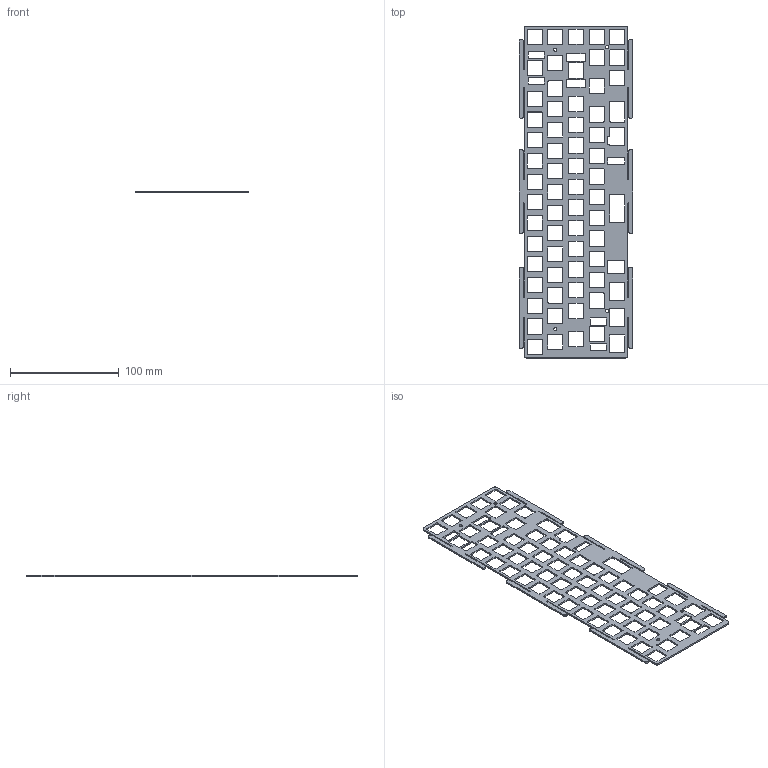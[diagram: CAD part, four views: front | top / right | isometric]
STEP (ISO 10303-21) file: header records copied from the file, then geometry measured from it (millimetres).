
FILE_DESCRIPTION(/* description */ (''),/* implementation_level */ '2;1');
FILE_NAME(/* name */ '65%keyboardplate v1 .step',/* time_stamp */ '2022-08-30T13:24:12+07:00',/* author */ (''),/* organization */ (''),/* preprocessor_version */ 'ST-DEVELOPER v19',/* originating_system */ 'Autodesk Translation Framework v11.7.0.108',/* authorisation */ '');
FILE_SCHEMA (('AUTOMOTIVE_DESIGN { 1 0 10303 214 3 1 1 }'));
Length unit declared in the file: millimetre
Products named in the file (1): 65%keyboardplate v1
Bounding box: 104.9 x 305.75 x 1.5 mm (x, y, z)
Volume: 24636.9 mm3; surface area: 41346.1 mm2
Topology: 1 solids, 1 shells, 741 faces, 2217 edges, 1478 vertices
Faces by surface type: plane 380, cylinder 361
Full cylindrical faces by diameter (mm): 2.9 x4
Entity records: 25497 total; most frequent: CARTESIAN_POINT 4437, ORIENTED_EDGE 4434, DIRECTION 4423, EDGE_CURVE 2217, LINE 1495, VECTOR 1495, VERTEX_POINT 1478, AXIS2_PLACEMENT_3D 1464
